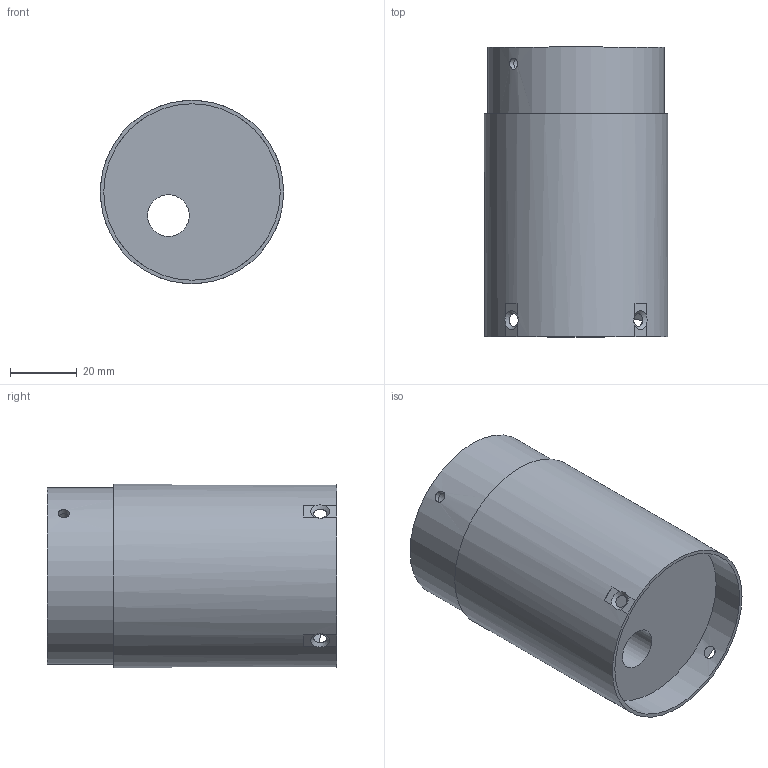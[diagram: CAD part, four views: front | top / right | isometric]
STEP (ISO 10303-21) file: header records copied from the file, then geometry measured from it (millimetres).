
FILE_DESCRIPTION(/* description */ (''),/* implementation_level */ '2;1');
FILE_NAME(/* name */ 'NoseConeParachute ElectronicsHolder.stp',/* time_stamp */ '2024-03-01T22:15:17-08:00',/* author */ ('liu63'),/* organization */ (''),/* preprocessor_version */ 'ST-DEVELOPER v20',/* originating_system */ 'Autodesk Inventor 2024',/* authorisation */ '');
FILE_SCHEMA (('AUTOMOTIVE_DESIGN { 1 0 10303 214 3 1 1 }'));
Length unit declared in the file: millimetre
Products named in the file (1): EC HOLDER %
Bounding box: 55 x 87 x 55 mm (x, y, z)
Volume: 33331.5 mm3; surface area: 42023.1 mm2
Topology: 1 solids, 1 shells, 52 faces, 161 edges, 129 vertices
Faces by surface type: plane 36, cylinder 12, cone 4
Full cylindrical faces by diameter (mm): 3.4 x2, 4.5 x2, 8 x2, 12.5 x1, 14.5 x1, 51 x1, 53 x2, 55 x1
Entity records: 2145 total; most frequent: CARTESIAN_POINT 678, ORIENTED_EDGE 292, DIRECTION 270, EDGE_CURVE 146, VERTEX_POINT 100, AXIS2_PLACEMENT_3D 96, LINE 78, VECTOR 78
